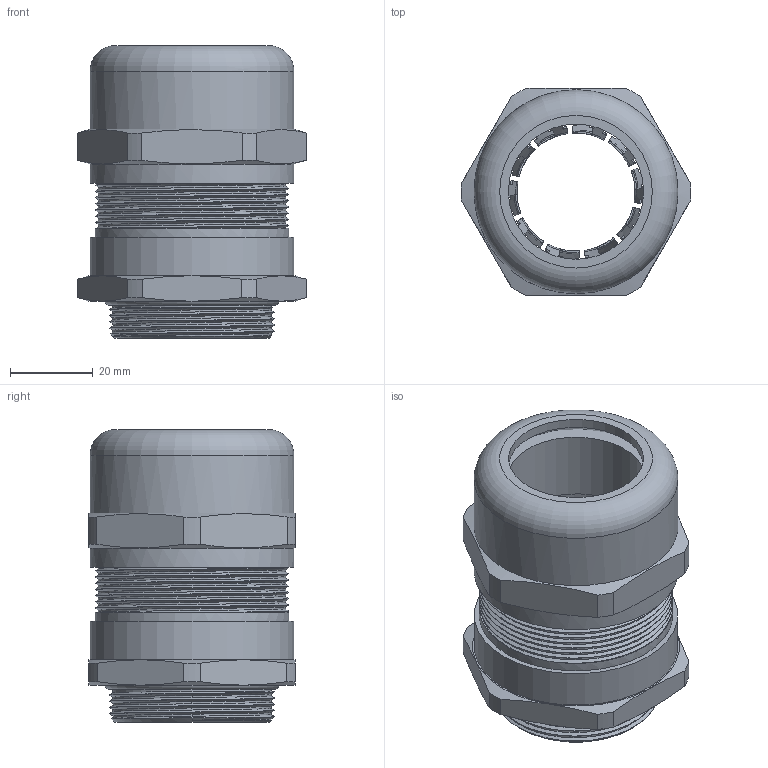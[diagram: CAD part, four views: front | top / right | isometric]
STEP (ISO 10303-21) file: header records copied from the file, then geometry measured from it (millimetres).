
FILE_DESCRIPTION(/* description */ ('Ampacity EMV LF M 40x1,5'),/* implementation_level */ '2;1');
FILE_NAME(/* name */ '61086540AMPLF-RST.stp',/* time_stamp */ '2022-04-04T10:54:46+02:00',/* author */ ('sl'),/* organization */ (''),/* preprocessor_version */ 'ST-DEVELOPER v16.5',/* originating_system */ 'Autodesk Inventor 2017',/* authorisation */ '');
FILE_SCHEMA (('AUTOMOTIVE_DESIGN { 1 0 10303 214 3 1 1 }'));
Length unit declared in the file: millimetre
Products named in the file (8): 61086540AMPLF; 61086540AMPLF_1; 61086540AMPLF_2; 61086540AMPLF_3; Dichteinsatz-M40; Klemmkaefig-M40; O-RING-M40; 61086540AMPLF_4
Assembly tree (8 placements, depth 2):
  61086540AMPLF
    61086540AMPLF_1
    61086540AMPLF_2
    61086540AMPLF_3
    61086540AMPLF_4  x2
    Dichteinsatz-M40
    Klemmkaefig-M40
    O-RING-M40
Bounding box: 55.56 x 50 x 70.77 mm (x, y, z)
Volume: 35230.1 mm3; surface area: 52510.7 mm2
Topology: 7 solids, 8 shells, 982 faces, 2801 edges, 1840 vertices
Faces by surface type: plane 446, cylinder 354, torus 106, cone 70, bspline 6
Full cylindrical faces by diameter (mm): 32.67 x1, 32.85 x1, 33.78 x1, 35 x1, 37.13 x1, 37.26 x1, 38.32 x5, 39.3 x2, 39.7 x1, 40 x1, 40.1 x2, 40.23 x1, 40.54 x1, 40.61 x1, 40.75 x1, 42.04 x1, 42.61 x1, 43.47 x1, 45.22 x2, 45.59 x15, 46.83 x10, 49.22 x1, 49.28 x1, 49.29 x1
Entity records: 27085 total; most frequent: CARTESIAN_POINT 11332, ORIENTED_EDGE 3316, DIRECTION 3301, EDGE_CURVE 1658, AXIS2_PLACEMENT_3D 1281, VERTEX_POINT 1108, LINE 739, VECTOR 739
